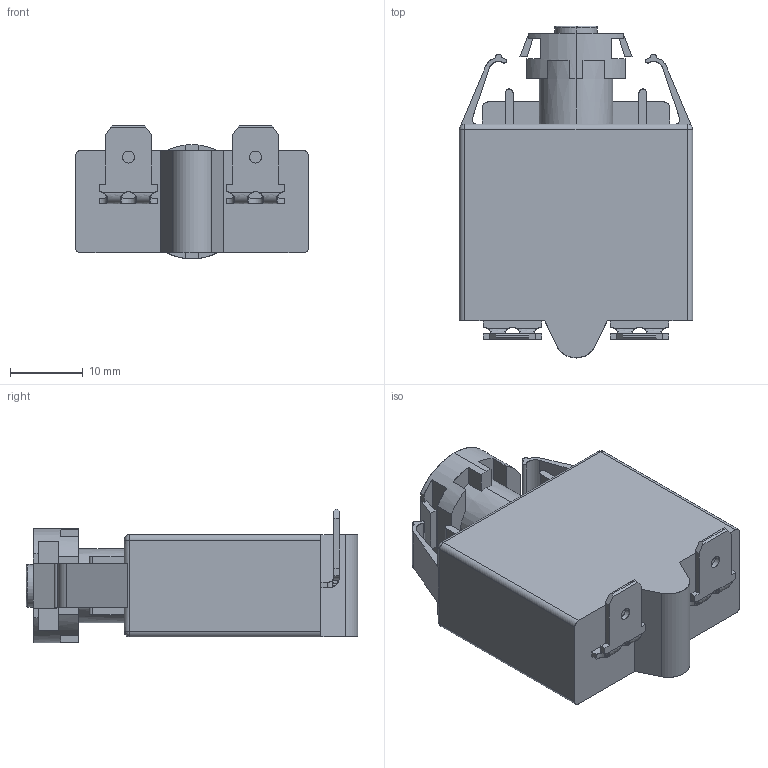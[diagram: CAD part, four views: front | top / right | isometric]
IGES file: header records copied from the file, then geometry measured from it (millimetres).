
Start section: SolidWorks IGES file using analytic representation for surfaces
Global section: file name: 51610080.IGS; native system: SolidWorks 2012; preprocessor: SolidWorks 2012; author: Jmiller; date: 120813.145425; units: inch
Bounding box: 32 x 45.52 x 18.31 mm (x, y, z)
Surface area: 5297.9 mm2 (no closed solid volume)
Topology: 0 solids, 0 shells, 248 faces, 2082 edges, 2078 vertices
Faces by surface type: bspline 132, revolution 116
